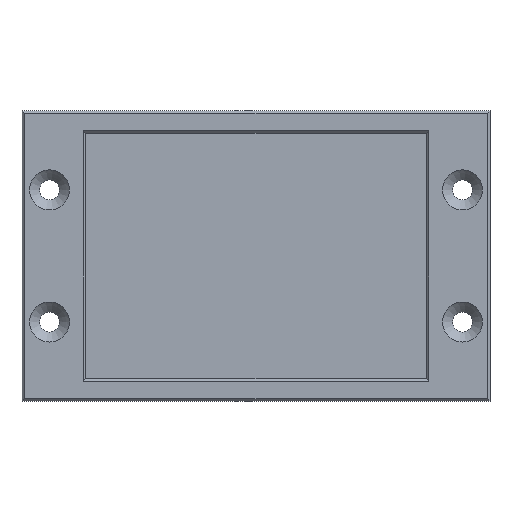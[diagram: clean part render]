
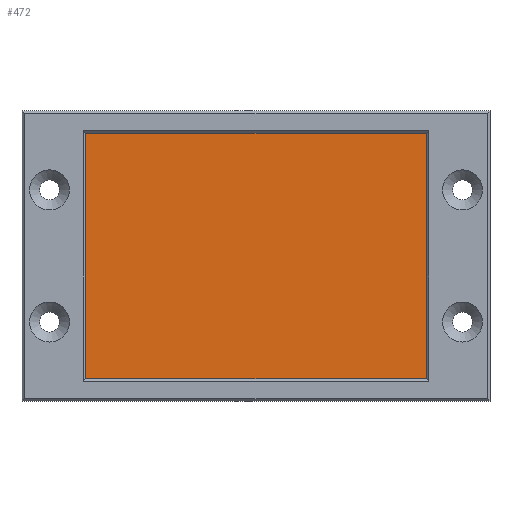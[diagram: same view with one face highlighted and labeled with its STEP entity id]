
A CAD part, top view. The second image highlights one B-rep face of the part: STEP entity #472.
In plain terms, the highlighted planar face has unit normal (0, 0, 1).
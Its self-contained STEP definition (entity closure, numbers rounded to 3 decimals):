
#50=FACE_OUTER_BOUND('',#83,.T.);
#83=EDGE_LOOP('',(#347,#348,#349,#350));
#113=LINE('',#691,#165);
#117=LINE('',#700,#169);
#119=LINE('',#703,#171);
#122=LINE('',#707,#174);
#165=VECTOR('',#555,1.);
#169=VECTOR('',#561,1.);
#171=VECTOR('',#565,1.);
#174=VECTOR('',#570,1.);
#217=VERTEX_POINT('',#688);
#218=VERTEX_POINT('',#690);
#221=VERTEX_POINT('',#697);
#222=VERTEX_POINT('',#699);
#257=EDGE_CURVE('',#218,#217,#113,.T.);
#261=EDGE_CURVE('',#222,#221,#117,.T.);
#263=EDGE_CURVE('',#221,#218,#119,.T.);
#266=EDGE_CURVE('',#217,#222,#122,.T.);
#347=ORIENTED_EDGE('',*,*,#266,.T.);
#348=ORIENTED_EDGE('',*,*,#261,.T.);
#349=ORIENTED_EDGE('',*,*,#263,.T.);
#350=ORIENTED_EDGE('',*,*,#257,.T.);
#452=PLANE('',#518);
#472=ADVANCED_FACE('',(#50),#452,.F.);
#518=AXIS2_PLACEMENT_3D('',#725,#585,#586);
#555=DIRECTION('',(1.,0.,0.));
#561=DIRECTION('',(-1.,0.,0.));
#565=DIRECTION('',(0.,-1.,0.));
#570=DIRECTION('',(0.,1.,0.));
#585=DIRECTION('center_axis',(0.,0.,
-1.));
#586=DIRECTION('ref_axis',(1.,0.,0.));
#688=CARTESIAN_POINT('',(-1599.991,1594.879,-106.199));
#690=CARTESIAN_POINT('',(-1667.991,1594.879,-106.199));
#691=CARTESIAN_POINT('',(-1633.991,1594.879,-106.199));
#697=CARTESIAN_POINT('',(-1667.991,1643.879,-106.199));
#699=CARTESIAN_POINT('',(-1599.991,1643.879,-106.199));
#700=CARTESIAN_POINT('',(-1633.991,1643.879,-106.199));
#703=CARTESIAN_POINT('',(-1667.991,1619.379,-106.199));
#707=CARTESIAN_POINT('',(-1599.991,1619.379,-106.199));
#725=CARTESIAN_POINT('Origin',(-1633.991,1619.379,-106.199));
